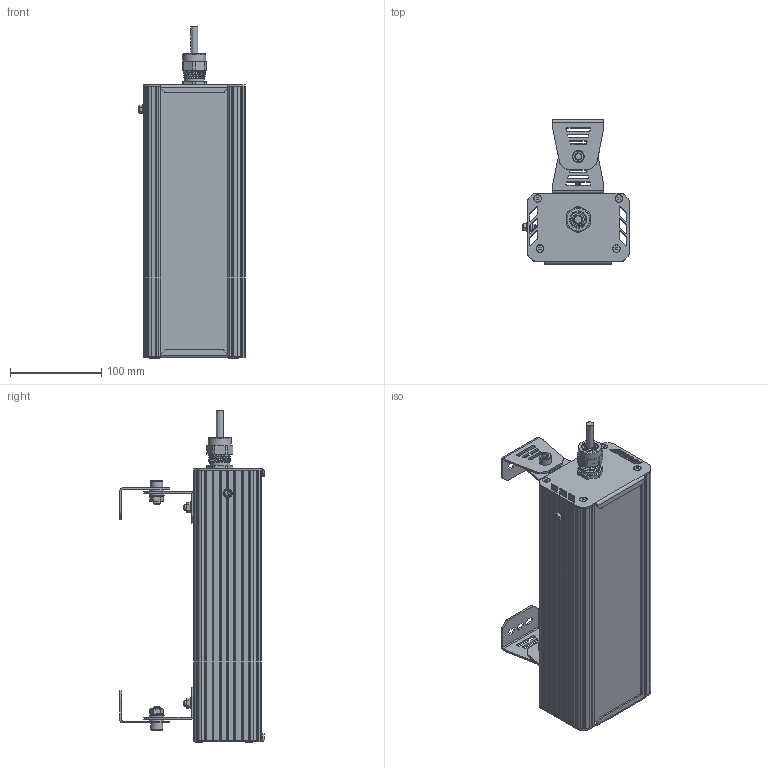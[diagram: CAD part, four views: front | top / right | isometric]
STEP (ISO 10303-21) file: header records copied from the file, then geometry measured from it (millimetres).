
FILE_DESCRIPTION(('STEP AP214'), '1');
FILE_NAME('001.0092.00.010 - ÃÑÏ-Ïðèìà-Îïòèê-2Åõ40', '', ('UNSPECIFIED'), ('UNSPECIFIED'), 'C3D Converter', 'C3D Toolkit', '');
FILE_SCHEMA(('AUTOMOTIVE_DESIGN { 1 0 10303 214 3 1 1}'));
Length unit declared in the file: millimetre
Products named in the file (37): 001.0092.00.010; 001.0065.01.000
Assembly tree (61 placements, depth 4):
  001.0092.00.010
    (unnamed)
      (unnamed)  x4
      (unnamed)  x4
      (unnamed)
      (unnamed)
      (unnamed)
      (unnamed)
      (unnamed)
      (unnamed)
      (unnamed)
      (unnamed)
      (unnamed)
      (unnamed)
      (unnamed)
        (unnamed)
    001.0065.01.000  x2
      (unnamed)
      (unnamed)
      (unnamed)
      (unnamed)
      (unnamed)
      (unnamed)
      (unnamed)
      (unnamed)
      (unnamed)
    (unnamed)  x4
      (unnamed)
      (unnamed)
      (unnamed)
      (unnamed)
      (unnamed)
      (unnamed)
      (unnamed)
      (unnamed)
      (unnamed)
      (unnamed)
Bounding box: 117.15 x 158.42 x 364.5 mm (x, y, z)
Volume: 689935.3 mm3; surface area: 575185 mm2
Topology: 180 solids, 180 shells, 2921 faces, 6945 edges, 4612 vertices
Faces by surface type: plane 1891, cylinder 786, cone 145, bspline 83, sphere 12, torus 4
Full cylindrical faces by diameter (mm): 1 x12, 2 x8, 2.5 x16, 2.8 x100, 3.2 x12, 3.5 x24, 4 x9, 5 x3, 6 x5, 6.375 x2, 7 x2, 8 x12, 8.5 x8, 9 x52, 10 x1, 12 x2, 12.5 x1, 13 x1, 13.333 x2, 16 x5, 17 x1, 18 x1, 18.5 x1, 19 x1, 20 x1, 21.5 x1, 22 x2, 25.5 x1
Entity records: 100841 total; most frequent: CARTESIAN_POINT 49323, DIRECTION 7820, ORIENTED_EDGE 6482, EDGE_CURVE 3241, AXIS2_PLACEMENT_3D 2881, COLOUR_RGB 2386, PRESENTATION_STYLE_ASSIGNMENT 2386, VERTEX_POINT 2227
